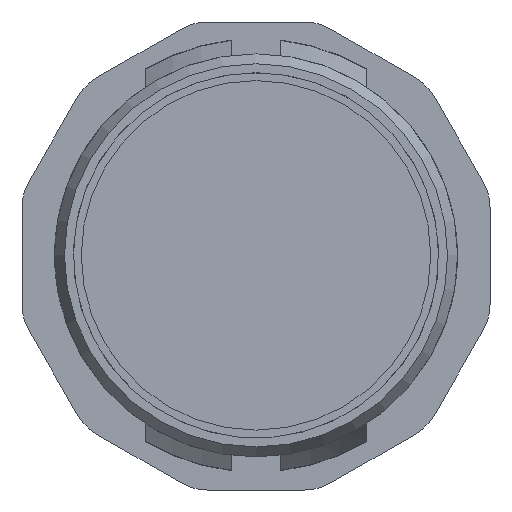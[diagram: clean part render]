
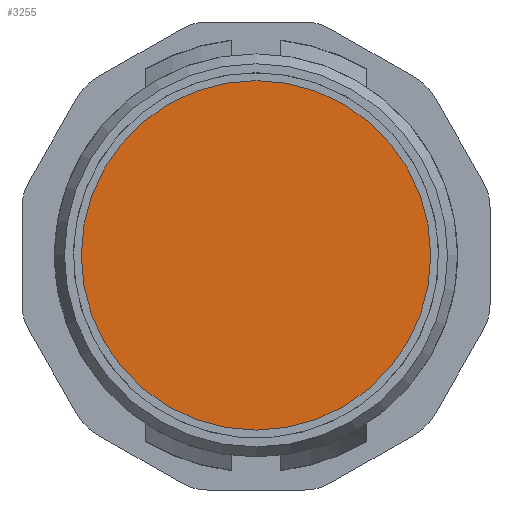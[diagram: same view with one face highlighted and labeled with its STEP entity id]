
A CAD part, front view. The second image highlights one B-rep face of the part: STEP entity #3255.
In plain terms, the highlighted planar face has unit normal (0, -1, 0).
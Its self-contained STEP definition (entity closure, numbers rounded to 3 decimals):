
#2599=CIRCLE('',#10771,27.315);
#2820=PLANE('',#10772);
#3255=ADVANCED_FACE('',(#3686),#2820,.T.);
#3686=FACE_OUTER_BOUND('',#4179,.T.);
#4179=EDGE_LOOP('',(#7687));
#7687=ORIENTED_EDGE('',*,*,#9538,.F.);
#8422=VERTEX_POINT('',#19897);
#9538=EDGE_CURVE('',#8422,#8422,#2599,.T.);
#10771=AXIS2_PLACEMENT_3D('',#19896,#12774,#12775);
#10772=AXIS2_PLACEMENT_3D('',#19898,#12776,#12777);
#12774=DIRECTION('',(0.,1.,0.));
#12775=DIRECTION('',(0.,0.,-1.));
#12776=DIRECTION('',(0.,-1.,0.));
#12777=DIRECTION('',(1.,0.,0.));
#19896=CARTESIAN_POINT('',(0.,-8.,0.));
#19897=CARTESIAN_POINT('',(0.,-8.,-27.315));
#19898=CARTESIAN_POINT('',(0.,-8.,-15.5));
